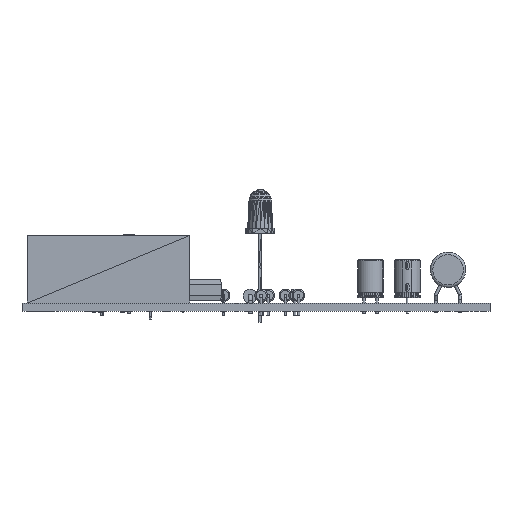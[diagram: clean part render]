
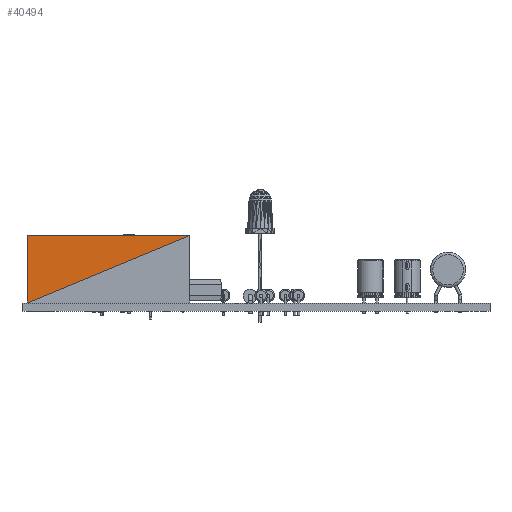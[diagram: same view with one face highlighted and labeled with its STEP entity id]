
A CAD part, front view. The second image highlights one B-rep face of the part: STEP entity #40494.
In plain terms, the highlighted planar face has unit normal (0, -1, 0).
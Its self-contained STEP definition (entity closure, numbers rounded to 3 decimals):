
#40494 = ADVANCED_FACE('',(#40495),#40521,.F.);
#40495 = FACE_BOUND('',#40496,.T.);
#40496 = EDGE_LOOP('',(#40497,#40507,#40515));
#40497 = ORIENTED_EDGE('',*,*,#40498,.T.);
#40498 = EDGE_CURVE('',#40499,#40501,#40503,.T.);
#40499 = VERTEX_POINT('',#40500);
#40500 = CARTESIAN_POINT('',(-15.99,-9.6,
    13.301));
#40501 = VERTEX_POINT('',#40502);
#40502 = CARTESIAN_POINT('',(-15.99,-9.6,
    0.001));
#40503 = LINE('',#40504,#40505);
#40504 = CARTESIAN_POINT('',(-15.99,-9.6,
    13.301));
#40505 = VECTOR('',#40506,1.);
#40506 = DIRECTION('',(0.,0.,-1.));
#40507 = ORIENTED_EDGE('',*,*,#40508,.T.);
#40508 = EDGE_CURVE('',#40501,#40509,#40511,.T.);
#40509 = VERTEX_POINT('',#40510);
#40510 = CARTESIAN_POINT('',(15.99,-9.6,
    13.301));
#40511 = LINE('',#40512,#40513);
#40512 = CARTESIAN_POINT('',(-15.99,-9.6,
    0.001));
#40513 = VECTOR('',#40514,1.);
#40514 = DIRECTION('',(0.923,0.,0.384));
#40515 = ORIENTED_EDGE('',*,*,#40516,.T.);
#40516 = EDGE_CURVE('',#40509,#40499,#40517,.T.);
#40517 = LINE('',#40518,#40519);
#40518 = CARTESIAN_POINT('',(15.99,-9.6,
    13.301));
#40519 = VECTOR('',#40520,1.);
#40520 = DIRECTION('',(-1.,0.,0.));
#40521 = PLANE('',#40522);
#40522 = AXIS2_PLACEMENT_3D('',#40523,#40524,#40525);
#40523 = CARTESIAN_POINT('',(-15.99,-9.6,
    13.301));
#40524 = DIRECTION('',(0.,1.,0.));
#40525 = DIRECTION('',(0.,0.,1.));
